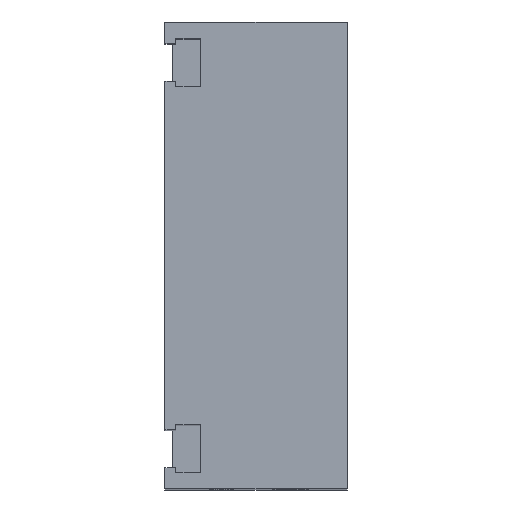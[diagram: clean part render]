
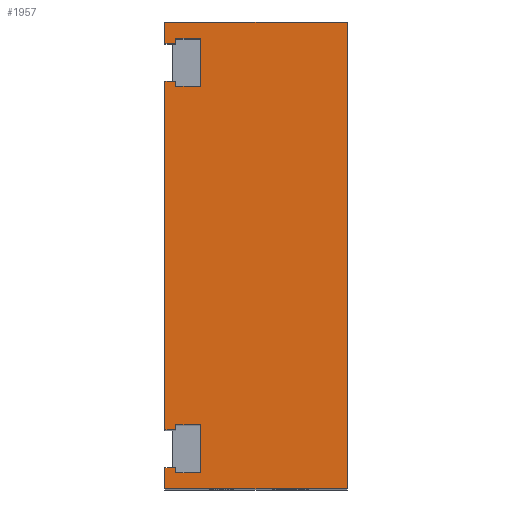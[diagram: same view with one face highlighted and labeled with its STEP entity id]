
A CAD part, top view. The second image highlights one B-rep face of the part: STEP entity #1957.
In plain terms, the highlighted planar face has unit normal (0, 0, 1).
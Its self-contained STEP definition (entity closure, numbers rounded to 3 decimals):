
#1407=CARTESIAN_POINT('',(12.5,32.0,90.0));
#1408=VERTEX_POINT('',#1407);
#1409=CARTESIAN_POINT('',(12.5,-32.0,90.0));
#1410=VERTEX_POINT('',#1409);
#1411=CARTESIAN_POINT('',(12.5,32.0,90.0));
#1412=DIRECTION('',(0.0,-1.0,0.0));
#1413=VECTOR('',#1412,64.0);
#1414=LINE('',#1411,#1413);
#1415=EDGE_CURVE('',#1408,#1410,#1414,.T.);
#1444=CARTESIAN_POINT('',(-12.5,-32.0,90.0));
#1445=VERTEX_POINT('',#1444);
#1446=CARTESIAN_POINT('',(12.5,-32.0,90.0));
#1447=DIRECTION('',(-1.0,0.0,0.0));
#1448=VECTOR('',#1447,25.0);
#1449=LINE('',#1446,#1448);
#1450=EDGE_CURVE('',#1410,#1445,#1449,.T.);
#1486=CARTESIAN_POINT('',(-12.5,-29.1,90.0));
#1487=VERTEX_POINT('',#1486);
#1488=CARTESIAN_POINT('',(-12.5,-32.0,90.0));
#1489=DIRECTION('',(0.0,1.0,0.0));
#1490=VECTOR('',#1489,2.9);
#1491=LINE('',#1488,#1490);
#1492=EDGE_CURVE('',#1445,#1487,#1491,.T.);
#1510=CARTESIAN_POINT('',(-11.,-29.1,90.0));
#1511=VERTEX_POINT('',#1510);
#1512=CARTESIAN_POINT('',(-12.5,-29.1,90.0));
#1513=DIRECTION('',(1.0,0.0,0.0));
#1514=VECTOR('',#1513,1.5);
#1515=LINE('',#1512,#1514);
#1516=EDGE_CURVE('',#1487,#1511,#1515,.T.);
#1534=CARTESIAN_POINT('',(-11.,-29.8,90.0));
#1535=VERTEX_POINT('',#1534);
#1536=CARTESIAN_POINT('',(-11.,-29.1,90.0));
#1537=DIRECTION('',(0.0,-1.0,0.0));
#1538=VECTOR('',#1537,0.7);
#1539=LINE('',#1536,#1538);
#1540=EDGE_CURVE('',#1511,#1535,#1539,.T.);
#1558=CARTESIAN_POINT('',(-7.6,-29.8,90.0));
#1559=VERTEX_POINT('',#1558);
#1560=CARTESIAN_POINT('',(-11.,-29.8,90.0));
#1561=DIRECTION('',(1.0,0.0,0.0));
#1562=VECTOR('',#1561,3.4);
#1563=LINE('',#1560,#1562);
#1564=EDGE_CURVE('',#1535,#1559,#1563,.T.);
#1582=CARTESIAN_POINT('',(-7.6,-23.2,90.0));
#1583=VERTEX_POINT('',#1582);
#1584=CARTESIAN_POINT('',(-7.6,-29.8,90.0));
#1585=DIRECTION('',(0.0,1.0,0.0));
#1586=VECTOR('',#1585,6.6);
#1587=LINE('',#1584,#1586);
#1588=EDGE_CURVE('',#1559,#1583,#1587,.T.);
#1606=CARTESIAN_POINT('',(-11.,-23.2,90.0));
#1607=VERTEX_POINT('',#1606);
#1608=CARTESIAN_POINT('',(-7.6,-23.2,90.0));
#1609=DIRECTION('',(-1.0,0.0,0.0));
#1610=VECTOR('',#1609,3.4);
#1611=LINE('',#1608,#1610);
#1612=EDGE_CURVE('',#1583,#1607,#1611,.T.);
#1630=CARTESIAN_POINT('',(-11.,-23.9,90.0));
#1631=VERTEX_POINT('',#1630);
#1632=CARTESIAN_POINT('',(-11.,-23.2,90.0));
#1633=DIRECTION('',(0.0,-1.0,0.0));
#1634=VECTOR('',#1633,0.7);
#1635=LINE('',#1632,#1634);
#1636=EDGE_CURVE('',#1607,#1631,#1635,.T.);
#1654=CARTESIAN_POINT('',(-12.5,-23.9,90.0));
#1655=VERTEX_POINT('',#1654);
#1656=CARTESIAN_POINT('',(-11.,-23.9,90.0));
#1657=DIRECTION('',(-1.0,0.0,0.0));
#1658=VECTOR('',#1657,1.5);
#1659=LINE('',#1656,#1658);
#1660=EDGE_CURVE('',#1631,#1655,#1659,.T.);
#1678=CARTESIAN_POINT('',(-12.5,23.9,90.0));
#1679=VERTEX_POINT('',#1678);
#1680=CARTESIAN_POINT('',(-12.5,-23.9,90.0));
#1681=DIRECTION('',(0.0,1.0,0.0));
#1682=VECTOR('',#1681,47.8);
#1683=LINE('',#1680,#1682);
#1684=EDGE_CURVE('',#1655,#1679,#1683,.T.);
#1708=CARTESIAN_POINT('',(-11.,23.9,90.0));
#1709=VERTEX_POINT('',#1708);
#1710=CARTESIAN_POINT('',(-12.5,23.9,90.0));
#1711=DIRECTION('',(1.0,0.0,0.0));
#1712=VECTOR('',#1711,1.5);
#1713=LINE('',#1710,#1712);
#1714=EDGE_CURVE('',#1679,#1709,#1713,.T.);
#1732=CARTESIAN_POINT('',(-11.,23.2,90.0));
#1733=VERTEX_POINT('',#1732);
#1734=CARTESIAN_POINT('',(-11.,23.9,90.0));
#1735=DIRECTION('',(0.0,-1.0,0.0));
#1736=VECTOR('',#1735,0.7);
#1737=LINE('',#1734,#1736);
#1738=EDGE_CURVE('',#1709,#1733,#1737,.T.);
#1756=CARTESIAN_POINT('',(-7.6,23.2,90.0));
#1757=VERTEX_POINT('',#1756);
#1758=CARTESIAN_POINT('',(-11.,23.2,90.0));
#1759=DIRECTION('',(1.0,0.0,0.0));
#1760=VECTOR('',#1759,3.4);
#1761=LINE('',#1758,#1760);
#1762=EDGE_CURVE('',#1733,#1757,#1761,.T.);
#1780=CARTESIAN_POINT('',(-7.6,29.8,90.0));
#1781=VERTEX_POINT('',#1780);
#1782=CARTESIAN_POINT('',(-7.6,23.2,90.0));
#1783=DIRECTION('',(0.0,1.0,0.0));
#1784=VECTOR('',#1783,6.6);
#1785=LINE('',#1782,#1784);
#1786=EDGE_CURVE('',#1757,#1781,#1785,.T.);
#1804=CARTESIAN_POINT('',(-11.,29.8,90.0));
#1805=VERTEX_POINT('',#1804);
#1806=CARTESIAN_POINT('',(-7.6,29.8,90.0));
#1807=DIRECTION('',(-1.0,0.0,0.0));
#1808=VECTOR('',#1807,3.4);
#1809=LINE('',#1806,#1808);
#1810=EDGE_CURVE('',#1781,#1805,#1809,.T.);
#1828=CARTESIAN_POINT('',(-11.,29.1,90.0));
#1829=VERTEX_POINT('',#1828);
#1830=CARTESIAN_POINT('',(-11.,29.8,90.0));
#1831=DIRECTION('',(0.0,-1.0,0.0));
#1832=VECTOR('',#1831,0.7);
#1833=LINE('',#1830,#1832);
#1834=EDGE_CURVE('',#1805,#1829,#1833,.T.);
#1852=CARTESIAN_POINT('',(-12.5,29.1,90.0));
#1853=VERTEX_POINT('',#1852);
#1854=CARTESIAN_POINT('',(-11.,29.1,90.0));
#1855=DIRECTION('',(-1.0,0.0,0.0));
#1856=VECTOR('',#1855,1.5);
#1857=LINE('',#1854,#1856);
#1858=EDGE_CURVE('',#1829,#1853,#1857,.T.);
#1876=CARTESIAN_POINT('',(-12.5,32.0,90.0));
#1877=VERTEX_POINT('',#1876);
#1878=CARTESIAN_POINT('',(-12.5,29.1,90.0));
#1879=DIRECTION('',(0.0,1.0,0.0));
#1880=VECTOR('',#1879,2.9);
#1881=LINE('',#1878,#1880);
#1882=EDGE_CURVE('',#1853,#1877,#1881,.T.);
#1900=CARTESIAN_POINT('',(-12.5,32.0,90.0));
#1901=DIRECTION('',(1.0,0.0,0.0));
#1902=VECTOR('',#1901,25.0);
#1903=LINE('',#1900,#1902);
#1904=EDGE_CURVE('',#1877,#1408,#1903,.T.);
#1930=CARTESIAN_POINT('',(-0.975,0.,90.0));
#1931=DIRECTION('',(0.0,0.0,1.0));
#1932=DIRECTION('',(1.0,0.0,0.0));
#1933=AXIS2_PLACEMENT_3D('',#1930,#1931,#1932);
#1934=PLANE('',#1933);
#1935=ORIENTED_EDGE('',*,*,#1415,.F.);
#1936=ORIENTED_EDGE('',*,*,#1904,.F.);
#1937=ORIENTED_EDGE('',*,*,#1882,.F.);
#1938=ORIENTED_EDGE('',*,*,#1858,.F.);
#1939=ORIENTED_EDGE('',*,*,#1834,.F.);
#1940=ORIENTED_EDGE('',*,*,#1810,.F.);
#1941=ORIENTED_EDGE('',*,*,#1786,.F.);
#1942=ORIENTED_EDGE('',*,*,#1762,.F.);
#1943=ORIENTED_EDGE('',*,*,#1738,.F.);
#1944=ORIENTED_EDGE('',*,*,#1714,.F.);
#1945=ORIENTED_EDGE('',*,*,#1684,.F.);
#1946=ORIENTED_EDGE('',*,*,#1660,.F.);
#1947=ORIENTED_EDGE('',*,*,#1636,.F.);
#1948=ORIENTED_EDGE('',*,*,#1612,.F.);
#1949=ORIENTED_EDGE('',*,*,#1588,.F.);
#1950=ORIENTED_EDGE('',*,*,#1564,.F.);
#1951=ORIENTED_EDGE('',*,*,#1540,.F.);
#1952=ORIENTED_EDGE('',*,*,#1516,.F.);
#1953=ORIENTED_EDGE('',*,*,#1492,.F.);
#1954=ORIENTED_EDGE('',*,*,#1450,.F.);
#1955=EDGE_LOOP('',(#1935,#1936,#1937,#1938,#1939,#1940,#1941,#1942,#1943,#1944,#1945,#1946,#1947,#1948,#1949,#1950,#1951,#1952,#1953,#1954));
#1956=FACE_OUTER_BOUND('',#1955,.T.);
#1957=ADVANCED_FACE('',(#1956),#1934,.T.);
